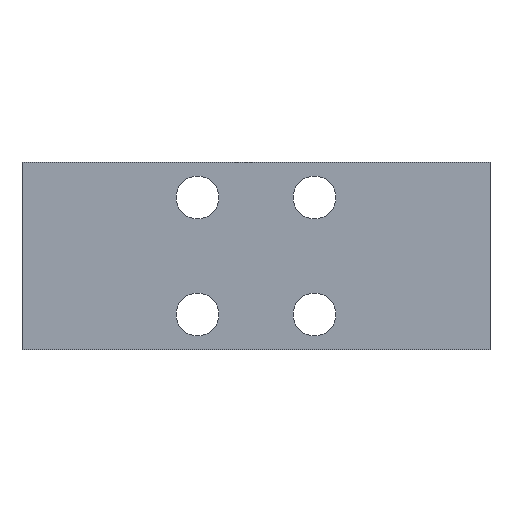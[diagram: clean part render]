
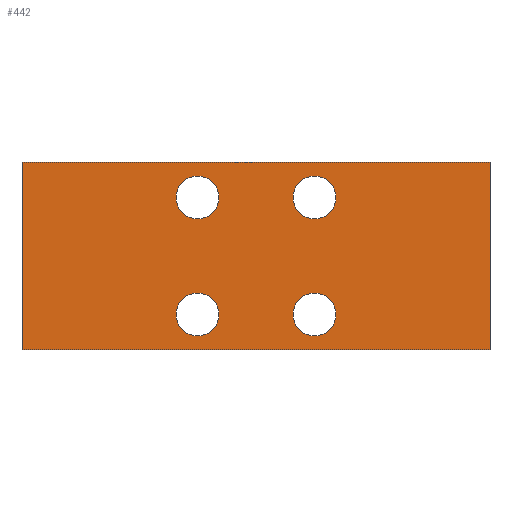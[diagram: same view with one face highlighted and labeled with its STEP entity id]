
A CAD part, top view. The second image highlights one B-rep face of the part: STEP entity #442.
In plain terms, the highlighted planar face has unit normal (0, 0, 1).
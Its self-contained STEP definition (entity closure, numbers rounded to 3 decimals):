
#3 = AXIS2_PLACEMENT_3D ( 'NONE', #284, #285, #286 ) ;
#10 = EDGE_CURVE ( 'NONE', #254, #256, #109, .T. ) ;
#20 = EDGE_CURVE ( 'NONE', #258, #259, #127, .T. ) ;
#21 = EDGE_CURVE ( 'NONE', #253, #252, #53, .T. ) ;
#26 = EDGE_CURVE ( 'NONE', #259, #258, #227, .T. ) ;
#27 = EDGE_CURVE ( 'NONE', #256, #254, #110, .T. ) ;
#29 = EDGE_CURVE ( 'NONE', #252, #253, #115, .T. ) ;
#32 = EDGE_CURVE ( 'NONE', #272, #271, #117, .T. ) ;
#35 = EDGE_CURVE ( 'NONE', #268, #270, #91, .T. ) ;
#36 = EDGE_CURVE ( 'NONE', #251, #250, #80, .T. ) ;
#37 = EDGE_CURVE ( 'NONE', #270, #272, #82, .T. ) ;
#38 = EDGE_CURVE ( 'NONE', #250, #251, #88, .T. ) ;
#39 = EDGE_CURVE ( 'NONE', #271, #268, #83, .T. ) ;
#42 = AXIS2_PLACEMENT_3D ( 'NONE', #303, #306, #307 ) ;
#43 = AXIS2_PLACEMENT_3D ( 'NONE', #301, #484, #490 ) ;
#46 = AXIS2_PLACEMENT_3D ( 'NONE', #482, #480, #476 ) ;
#47 = AXIS2_PLACEMENT_3D ( 'NONE', #489, #481, #494 ) ;
#48 = AXIS2_PLACEMENT_3D ( 'NONE', #488, #244, #243 ) ;
#53 = CIRCLE ( 'NONE', #43, 2.75 ) ;
#58 = FACE_OUTER_BOUND ( 'NONE', #203, .T. ) ;
#60 = FACE_BOUND ( 'NONE', #224, .T. ) ;
#73 = FACE_BOUND ( 'NONE', #233, .T. ) ;
#75 = FACE_BOUND ( 'NONE', #234, .T. ) ;
#80 = CIRCLE ( 'NONE', #449, 2.75 ) ;
#81 = VECTOR ( 'NONE', #325, 1000. ) ;
#82 = LINE ( 'NONE', #324, #81 ) ;
#83 = LINE ( 'NONE', #329, #99 ) ;
#88 = CIRCLE ( 'NONE', #451, 2.75 ) ;
#90 = VECTOR ( 'NONE', #320, 1000. ) ;
#91 = LINE ( 'NONE', #319, #90 ) ;
#94 = FACE_BOUND ( 'NONE', #219, .T. ) ;
#99 = VECTOR ( 'NONE', #330, 1000. ) ;
#109 = CIRCLE ( 'NONE', #3, 2.75 ) ;
#110 = CIRCLE ( 'NONE', #46, 2.75 ) ;
#115 = CIRCLE ( 'NONE', #48, 2.75 ) ;
#117 = LINE ( 'NONE', #311, #126 ) ;
#126 = VECTOR ( 'NONE', #312, 1000. ) ;
#127 = CIRCLE ( 'NONE', #42, 2.75 ) ;
#137 = ORIENTED_EDGE ( 'NONE', *, *, #37, .T. ) ;
#138 = ORIENTED_EDGE ( 'NONE', *, *, #35, .T. ) ;
#139 = ORIENTED_EDGE ( 'NONE', *, *, #39, .T. ) ;
#140 = ORIENTED_EDGE ( 'NONE', *, *, #10, .F. ) ;
#141 = ORIENTED_EDGE ( 'NONE', *, *, #38, .F. ) ;
#142 = ORIENTED_EDGE ( 'NONE', *, *, #36, .F. ) ;
#160 = ORIENTED_EDGE ( 'NONE', *, *, #32, .T. ) ;
#161 = ORIENTED_EDGE ( 'NONE', *, *, #29, .F. ) ;
#162 = ORIENTED_EDGE ( 'NONE', *, *, #21, .F. ) ;
#171 = ORIENTED_EDGE ( 'NONE', *, *, #26, .F. ) ;
#172 = ORIENTED_EDGE ( 'NONE', *, *, #20, .F. ) ;
#173 = ORIENTED_EDGE ( 'NONE', *, *, #27, .F. ) ;
#203 = EDGE_LOOP ( 'NONE', ( #160, #139, #138, #137 ) ) ;
#219 = EDGE_LOOP ( 'NONE', ( #140, #173 ) ) ;
#224 = EDGE_LOOP ( 'NONE', ( #142, #141 ) ) ;
#227 = CIRCLE ( 'NONE', #47, 2.75 ) ;
#233 = EDGE_LOOP ( 'NONE', ( #162, #161 ) ) ;
#234 = EDGE_LOOP ( 'NONE', ( #172, #171 ) ) ;
#243 = DIRECTION ( 'NONE',  ( 1., 0., 0. ) ) ;
#244 = DIRECTION ( 'NONE',  ( 0., 0., 1. ) ) ;
#250 = VERTEX_POINT ( 'NONE', #337 ) ;
#251 = VERTEX_POINT ( 'NONE', #335 ) ;
#252 = VERTEX_POINT ( 'NONE', #338 ) ;
#253 = VERTEX_POINT ( 'NONE', #326 ) ;
#254 = VERTEX_POINT ( 'NONE', #339 ) ;
#256 = VERTEX_POINT ( 'NONE', #340 ) ;
#258 = VERTEX_POINT ( 'NONE', #342 ) ;
#259 = VERTEX_POINT ( 'NONE', #343 ) ;
#268 = VERTEX_POINT ( 'NONE', #348 ) ;
#270 = VERTEX_POINT ( 'NONE', #350 ) ;
#271 = VERTEX_POINT ( 'NONE', #351 ) ;
#272 = VERTEX_POINT ( 'NONE', #352 ) ;
#284 = CARTESIAN_POINT ( 'NONE',  ( 7.5, 7.5, 2. ) ) ;
#285 = DIRECTION ( 'NONE',  ( 0., 0., 1. ) ) ;
#286 = DIRECTION ( 'NONE',  ( 1., 0., 0. ) ) ;
#301 = CARTESIAN_POINT ( 'NONE',  ( -7.5, -7.5, 2. ) ) ;
#303 = CARTESIAN_POINT ( 'NONE',  ( 7.5, -7.5, 2. ) ) ;
#306 = DIRECTION ( 'NONE',  ( 0., 0., 1. ) ) ;
#307 = DIRECTION ( 'NONE',  ( 1., 0., 0. ) ) ;
#310 = CARTESIAN_POINT ( 'NONE',  ( -7.5, 7.5, 2. ) ) ;
#311 = CARTESIAN_POINT ( 'NONE',  ( 30., 12., 2. ) ) ;
#312 = DIRECTION ( 'NONE',  ( -1., 0., 0. ) ) ;
#314 = CARTESIAN_POINT ( 'NONE',  ( -7.5, 7.5, 2. ) ) ;
#319 = CARTESIAN_POINT ( 'NONE',  ( -30., -12., 2. ) ) ;
#320 = DIRECTION ( 'NONE',  ( 1., 0., 0. ) ) ;
#322 = DIRECTION ( 'NONE',  ( 0., 0., 1. ) ) ;
#323 = DIRECTION ( 'NONE',  ( 1., 0., 0. ) ) ;
#324 = CARTESIAN_POINT ( 'NONE',  ( 30., -12., 2. ) ) ;
#325 = DIRECTION ( 'NONE',  ( 0., 1., 0. ) ) ;
#326 = CARTESIAN_POINT ( 'NONE',  ( -10.25, -7.5, 2. ) ) ;
#327 = DIRECTION ( 'NONE',  ( 0., 0., 1. ) ) ;
#328 = DIRECTION ( 'NONE',  ( 1., 0., 0. ) ) ;
#329 = CARTESIAN_POINT ( 'NONE',  ( -30., 12., 2. ) ) ;
#330 = DIRECTION ( 'NONE',  ( 0., -1., 0. ) ) ;
#335 = CARTESIAN_POINT ( 'NONE',  ( -10.25, 7.5, 2. ) ) ;
#337 = CARTESIAN_POINT ( 'NONE',  ( -4.75, 7.5, 2. ) ) ;
#338 = CARTESIAN_POINT ( 'NONE',  ( -4.75, -7.5, 2. ) ) ;
#339 = CARTESIAN_POINT ( 'NONE',  ( 4.75, 7.5, 2. ) ) ;
#340 = CARTESIAN_POINT ( 'NONE',  ( 10.25, 7.5, 2. ) ) ;
#342 = CARTESIAN_POINT ( 'NONE',  ( 4.75, -7.5, 2. ) ) ;
#343 = CARTESIAN_POINT ( 'NONE',  ( 10.25, -7.5, 2. ) ) ;
#348 = CARTESIAN_POINT ( 'NONE',  ( -30., -12., 2. ) ) ;
#350 = CARTESIAN_POINT ( 'NONE',  ( 30., -12., 2. ) ) ;
#351 = CARTESIAN_POINT ( 'NONE',  ( -30., 12., 2. ) ) ;
#352 = CARTESIAN_POINT ( 'NONE',  ( 30., 12., 2. ) ) ;
#390 = CARTESIAN_POINT ( 'NONE',  ( 0., 0., 2. ) ) ;
#396 = PLANE ( 'NONE',  #465 ) ;
#399 = DIRECTION ( 'NONE',  ( 0., 0., 1. ) ) ;
#400 = DIRECTION ( 'NONE',  ( 1., 0., 0. ) ) ;
#442 = ADVANCED_FACE ( 'NONE', ( #60, #94, #75, #73, #58 ), #396, .T. ) ;
#449 = AXIS2_PLACEMENT_3D ( 'NONE', #310, #322, #323 ) ;
#451 = AXIS2_PLACEMENT_3D ( 'NONE', #314, #327, #328 ) ;
#465 = AXIS2_PLACEMENT_3D ( 'NONE', #390, #399, #400 ) ;
#476 = DIRECTION ( 'NONE',  ( 1., 0., 0. ) ) ;
#480 = DIRECTION ( 'NONE',  ( 0., 0., 1. ) ) ;
#481 = DIRECTION ( 'NONE',  ( 0., 0., 1. ) ) ;
#482 = CARTESIAN_POINT ( 'NONE',  ( 7.5, 7.5, 2. ) ) ;
#484 = DIRECTION ( 'NONE',  ( 0., 0., 1. ) ) ;
#488 = CARTESIAN_POINT ( 'NONE',  ( -7.5, -7.5, 2. ) ) ;
#489 = CARTESIAN_POINT ( 'NONE',  ( 7.5, -7.5, 2. ) ) ;
#490 = DIRECTION ( 'NONE',  ( 1., 0., 0. ) ) ;
#494 = DIRECTION ( 'NONE',  ( 1., 0., 0. ) ) ;
